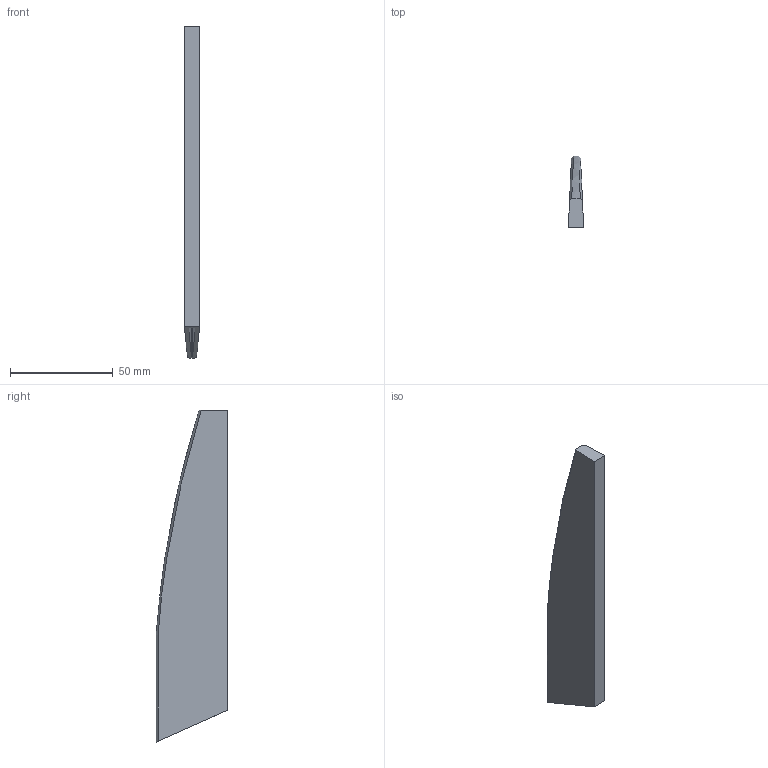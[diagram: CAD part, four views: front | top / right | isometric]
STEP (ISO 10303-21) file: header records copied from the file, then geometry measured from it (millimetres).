
FILE_DESCRIPTION(('FreeCAD Model'),'2;1');
FILE_NAME('Open CASCADE Shape Model','2025-06-07T00:32:46',(''),(''), 'Open CASCADE STEP processor 7.8','FreeCAD','Unknown');
FILE_SCHEMA(('AUTOMOTIVE_DESIGN { 1 0 10303 214 1 1 1 1 }'));
Length unit declared in the file: millimetre
Products named in the file (1): model-A
Bounding box: 7.48 x 35 x 161.84 mm (x, y, z)
Volume: 19135 mm3; surface area: 19289.2 mm2
Topology: 1 solids, 1 shells, 17 faces, 40 edges, 26 vertices
Faces by surface type: plane 13, bspline 2, cylinder 2
Entity records: 1293 total; most frequent: CARTESIAN_POINT 477, DIRECTION 135, LINE 97, VECTOR 97, ORIENTED_EDGE 80, PCURVE 80, DEFINITIONAL_REPRESENTATION 80, EDGE_CURVE 40
